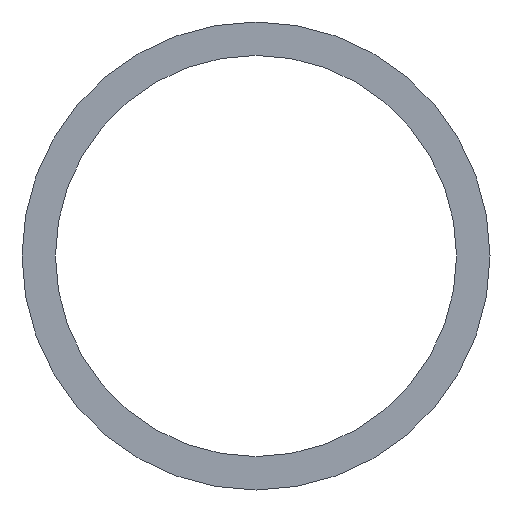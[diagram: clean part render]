
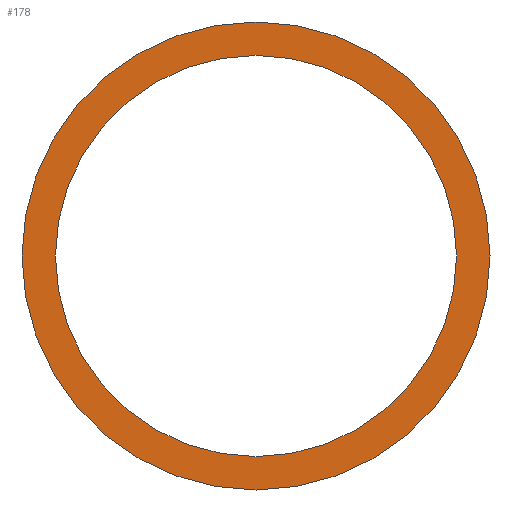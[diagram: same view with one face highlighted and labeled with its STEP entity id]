
A CAD part, front view. The second image highlights one B-rep face of the part: STEP entity #178.
In plain terms, the highlighted planar face has unit normal (0, -1, 0).
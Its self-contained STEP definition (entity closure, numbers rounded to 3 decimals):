
#5 = DIRECTION ( 'NONE',  ( 0., 1., 0. ) ) ;
#19 = CARTESIAN_POINT ( 'NONE',  ( 0., 0., -6. ) ) ;
#22 = CARTESIAN_POINT ( 'NONE',  ( 0., 0., 6. ) ) ;
#23 = DIRECTION ( 'NONE',  ( 0., 1., 0. ) ) ;
#33 = AXIS2_PLACEMENT_3D ( 'NONE', #42, #111, #219 ) ;
#34 = VERTEX_POINT ( 'NONE', #210 ) ;
#38 = CARTESIAN_POINT ( 'NONE',  ( 0., 0., 0. ) ) ;
#41 = CARTESIAN_POINT ( 'NONE',  ( 0., 0., 0. ) ) ;
#42 = CARTESIAN_POINT ( 'NONE',  ( 0., 0., 0. ) ) ;
#49 = CIRCLE ( 'NONE', #145, 7. ) ;
#51 = CIRCLE ( 'NONE', #85, 6. ) ;
#61 = FACE_BOUND ( 'NONE', #188, .T. ) ;
#74 = DIRECTION ( 'NONE',  ( 0., 1., 0. ) ) ;
#75 = PLANE ( 'NONE',  #101 ) ;
#82 = ORIENTED_EDGE ( 'NONE', *, *, #122, .T. ) ;
#84 = VERTEX_POINT ( 'NONE', #91 ) ;
#85 = AXIS2_PLACEMENT_3D ( 'NONE', #135, #23, #196 ) ;
#91 = CARTESIAN_POINT ( 'NONE',  ( 0., 0., -7. ) ) ;
#95 = DIRECTION ( 'NONE',  ( 0., 0., 1. ) ) ;
#101 = AXIS2_PLACEMENT_3D ( 'NONE', #195, #235, #177 ) ;
#107 = CIRCLE ( 'NONE', #150, 7. ) ;
#111 = DIRECTION ( 'NONE',  ( 0., 1., 0. ) ) ;
#122 = EDGE_CURVE ( 'NONE', #239, #166, #51, .T. ) ;
#131 = ORIENTED_EDGE ( 'NONE', *, *, #199, .F. ) ;
#135 = CARTESIAN_POINT ( 'NONE',  ( 0., 0., 0. ) ) ;
#138 = DIRECTION ( 'NONE',  ( 0., 0., 1. ) ) ;
#143 = CIRCLE ( 'NONE', #33, 6. ) ;
#145 = AXIS2_PLACEMENT_3D ( 'NONE', #41, #5, #95 ) ;
#150 = AXIS2_PLACEMENT_3D ( 'NONE', #38, #74, #138 ) ;
#161 = ORIENTED_EDGE ( 'NONE', *, *, #242, .T. ) ;
#164 = FACE_OUTER_BOUND ( 'NONE', #221, .T. ) ;
#166 = VERTEX_POINT ( 'NONE', #19 ) ;
#177 = DIRECTION ( 'NONE',  ( 0., 0., 1. ) ) ;
#178 = ADVANCED_FACE ( 'NONE', ( #164, #61 ), #75, .F. ) ;
#188 = EDGE_LOOP ( 'NONE', ( #161, #82 ) ) ;
#195 = CARTESIAN_POINT ( 'NONE',  ( 0., 0., 0. ) ) ;
#196 = DIRECTION ( 'NONE',  ( 0., 0., 1. ) ) ;
#199 = EDGE_CURVE ( 'NONE', #34, #84, #107, .T. ) ;
#210 = CARTESIAN_POINT ( 'NONE',  ( 0., 0., 7. ) ) ;
#216 = EDGE_CURVE ( 'NONE', #84, #34, #49, .T. ) ;
#219 = DIRECTION ( 'NONE',  ( 0., 0., 1. ) ) ;
#221 = EDGE_LOOP ( 'NONE', ( #222, #131 ) ) ;
#222 = ORIENTED_EDGE ( 'NONE', *, *, #216, .F. ) ;
#235 = DIRECTION ( 'NONE',  ( 0., 1., 0. ) ) ;
#239 = VERTEX_POINT ( 'NONE', #22 ) ;
#242 = EDGE_CURVE ( 'NONE', #166, #239, #143, .T. ) ;
